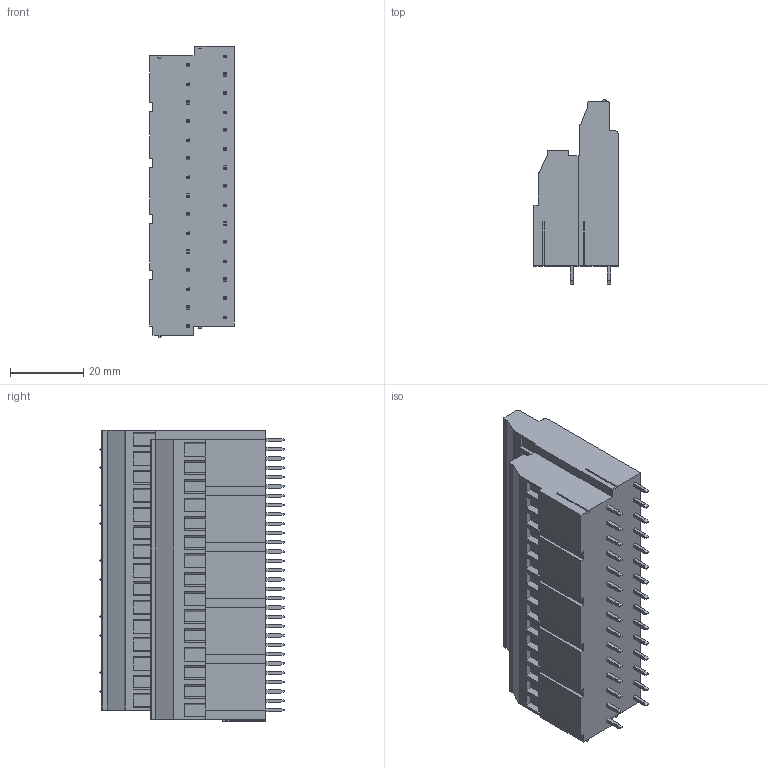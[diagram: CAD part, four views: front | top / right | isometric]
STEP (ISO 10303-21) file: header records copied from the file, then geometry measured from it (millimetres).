
FILE_DESCRIPTION((''),'2;1');
FILE_NAME('TL324VH2','2024-12-26T',('yanfa'),(''),'PRO/ENGINEER BY PARAMETRIC TECHNOLOGY CORPORATION, 2009280','PRO/ENGINEER BY PARAMETRIC TECHNOLOGY CORPORATION, 2009280','');
FILE_SCHEMA(('AUTOMOTIVE_DESIGN_CC2 { 1 2 10303 214 -1 1 5 2 }'));
Length unit declared in the file: millimetre
Products named in the file (1): TL324VH2
Bounding box: 23.1 x 50.3 x 79.34 mm (x, y, z)
Volume: 59176.8 mm3; surface area: 15368.2 mm2
Topology: 1 solids, 1 shells, 879 faces, 2447 edges, 1620 vertices
Faces by surface type: plane 664, cylinder 135, torus 60, sphere 20
Entity records: 28339 total; most frequent: CARTESIAN_POINT 5586, ORIENTED_EDGE 4854, DIRECTION 4555, EDGE_CURVE 2427, VECTOR 1817, LINE 1817, VERTEX_POINT 1620, AXIS2_PLACEMENT_3D 1369
